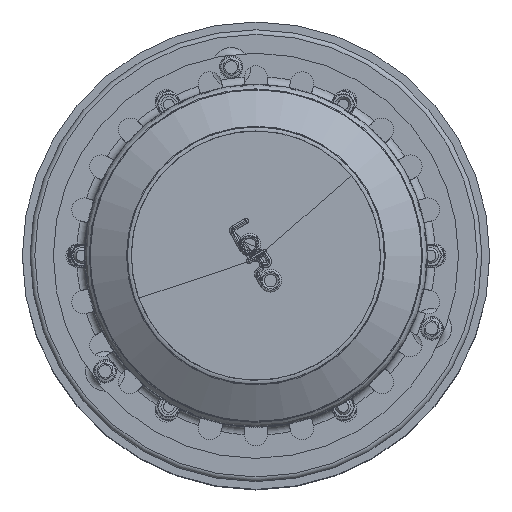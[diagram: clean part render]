
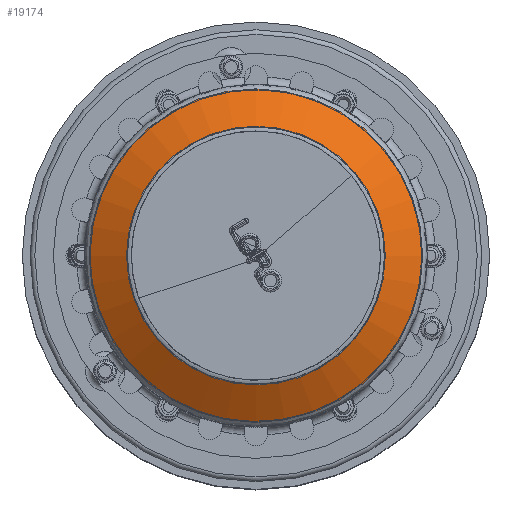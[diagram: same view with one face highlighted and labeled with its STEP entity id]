
A CAD part, top view. The second image highlights one B-rep face of the part: STEP entity #19174.
In plain terms, the highlighted conical face has half-angle 59.744 degrees and reference radius 95.035 mm.
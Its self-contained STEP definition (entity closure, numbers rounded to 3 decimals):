
#2207=FACE_OUTER_BOUND('',#3510,.T.);
#3510=EDGE_LOOP('',(#15309,#15310,#15311,#15312,#15313,#15314));
#4787=LINE('',#36425,#5784);
#5784=VECTOR('',#25632,95.035);
#6890=CIRCLE('',#21145,83.046);
#6893=CIRCLE('',#21148,83.046);
#6894=CIRCLE('',#21150,107.023);
#6895=CIRCLE('',#21151,107.023);
#8533=VERTEX_POINT('',#36413);
#8534=VERTEX_POINT('',#36414);
#8536=VERTEX_POINT('',#36421);
#8537=VERTEX_POINT('',#36422);
#10910=EDGE_CURVE('',#8533,#8534,#6890,.T.);
#10913=EDGE_CURVE('',#8534,#8533,#6893,.T.);
#10914=EDGE_CURVE('',#8536,#8537,#6894,.T.);
#10915=EDGE_CURVE('',#8537,#8536,#6895,.T.);
#10916=EDGE_CURVE('',#8537,#8534,#4787,.T.);
#15309=ORIENTED_EDGE('',*,*,#10914,.F.);
#15310=ORIENTED_EDGE('',*,*,#10915,.F.);
#15311=ORIENTED_EDGE('',*,*,#10916,.T.);
#15312=ORIENTED_EDGE('',*,*,#10913,.T.);
#15313=ORIENTED_EDGE('',*,*,#10910,.T.);
#15314=ORIENTED_EDGE('',*,*,#10916,.F.);
#18277=CONICAL_SURFACE('',#21149,95.035,1.043);
#19174=ADVANCED_FACE('',(#2207),#18277,.T.);
#21145=AXIS2_PLACEMENT_3D('',#36415,#25618,#25619);
#21148=AXIS2_PLACEMENT_3D('',#36419,#25624,#25625);
#21149=AXIS2_PLACEMENT_3D('',#36420,#25626,#25627);
#21150=AXIS2_PLACEMENT_3D('',#36423,#25628,#25629);
#21151=AXIS2_PLACEMENT_3D('',#36424,#25630,#25631);
#25618=DIRECTION('center_axis',(0.,0.,
-1.));
#25619=DIRECTION('ref_axis',(0.5,-0.866,0.));
#25624=DIRECTION('center_axis',(0.,0.,
-1.));
#25625=DIRECTION('ref_axis',(0.5,-0.866,0.));
#25626=DIRECTION('center_axis',(0.,0.,
-1.));
#25627=DIRECTION('ref_axis',(-0.5,0.866,0.));
#25628=DIRECTION('center_axis',(0.,0.,
-1.));
#25629=DIRECTION('ref_axis',(0.5,-0.866,0.));
#25630=DIRECTION('center_axis',(0.,0.,
-1.));
#25631=DIRECTION('ref_axis',(0.5,-0.866,0.));
#25632=DIRECTION('',(-0.432,0.748,0.504));
#36413=CARTESIAN_POINT('',(2748.077,1959.525,390.535));
#36414=CARTESIAN_POINT('',(2861.521,1929.127,390.535));
#36415=CARTESIAN_POINT('Origin',(2819.997,2001.048,390.535));
#36419=CARTESIAN_POINT('Origin',(2819.997,2001.048,390.535));
#36420=CARTESIAN_POINT('Origin',(2819.997,2001.048,383.542));
#36421=CARTESIAN_POINT('',(2727.313,1947.536,376.549));
#36422=CARTESIAN_POINT('',(2873.509,1908.363,376.549));
#36423=CARTESIAN_POINT('Origin',(2819.997,2001.048,376.549));
#36424=CARTESIAN_POINT('Origin',(2819.997,2001.048,376.549));
#36425=CARTESIAN_POINT('',(2867.515,1918.745,383.542));
